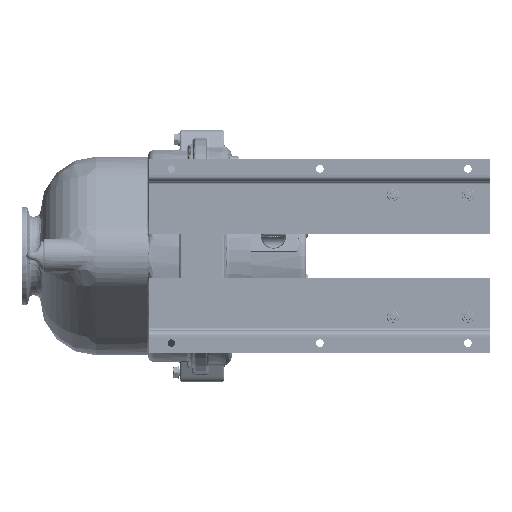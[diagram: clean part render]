
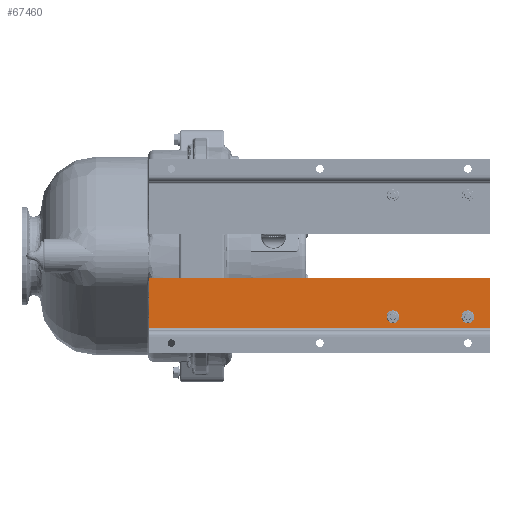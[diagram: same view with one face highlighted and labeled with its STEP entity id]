
A CAD part, front view. The second image highlights one B-rep face of the part: STEP entity #67460.
In plain terms, the highlighted face is planar.
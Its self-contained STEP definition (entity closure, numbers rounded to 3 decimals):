
#2233=PLANE($,#74239);
#3002=FACE_BOUND($,#20576,.T.);
#3003=FACE_BOUND($,#20577,.T.);
#3004=FACE_BOUND($,#20578,.T.);
#6905=LINE($,#167169,#10190);
#6908=LINE($,#167177,#10193);
#6910=LINE($,#167185,#10195);
#6911=LINE($,#167186,#10196);
#10190=VECTOR($,#90678,2.231);
#10193=VECTOR($,#90687,15.375);
#10195=VECTOR($,#90697,15.375);
#10196=VECTOR($,#90698,2.231);
#20576=EDGE_LOOP($,(#61318));
#20577=EDGE_LOOP($,(#61319));
#20578=EDGE_LOOP($,(#61320,#61321,#61322,#61323));
#24072=CIRCLE($,#74207,0.172);
#24074=CIRCLE($,#74210,0.172);
#32699=VERTEX_POINT($,#167096);
#32701=VERTEX_POINT($,#167101);
#32726=VERTEX_POINT($,#167166);
#32727=VERTEX_POINT($,#167168);
#32729=VERTEX_POINT($,#167176);
#32731=VERTEX_POINT($,#167184);
#42250=EDGE_CURVE($,#32699,#32699,#24072,.T.);
#42252=EDGE_CURVE($,#32701,#32701,#24074,.T.);
#42283=EDGE_CURVE($,#32726,#32727,#6905,.T.);
#42287=EDGE_CURVE($,#32729,#32727,#6908,.T.);
#42291=EDGE_CURVE($,#32731,#32726,#6910,.T.);
#42292=EDGE_CURVE($,#32729,#32731,#6911,.T.);
#61318=ORIENTED_EDGE($,*,*,#42250,.T.);
#61319=ORIENTED_EDGE($,*,*,#42252,.T.);
#61320=ORIENTED_EDGE($,*,*,#42287,.T.);
#61321=ORIENTED_EDGE($,*,*,#42283,.F.);
#61322=ORIENTED_EDGE($,*,*,#42291,.F.);
#61323=ORIENTED_EDGE($,*,*,#42292,.F.);
#67460=ADVANCED_FACE($,(#3002,#3003,#3004),#2233,.T.);
#74207=AXIS2_PLACEMENT_3D($,#167097,#90608,#90609);
#74210=AXIS2_PLACEMENT_3D($,#167102,#90614,#90615);
#74239=AXIS2_PLACEMENT_3D($,#167183,#90695,#90696);
#90608=DIRECTION('center_axis',(0.,0.,-1.));
#90609=DIRECTION('ref_axis',(-1.,0.,0.));
#90614=DIRECTION('center_axis',(0.,0.,-1.));
#90615=DIRECTION('ref_axis',(-1.,0.,0.));
#90678=DIRECTION($,(-1.,0.,0.));
#90687=DIRECTION($,(0.,-1.,0.));
#90695=DIRECTION('center_axis',(0.,0.,1.));
#90696=DIRECTION('ref_axis',(1.,0.,0.));
#90697=DIRECTION($,(0.,-1.,0.));
#90698=DIRECTION($,(1.,0.,0.));
#167096=CARTESIAN_POINT('',(-0.323,4.38,0.135));
#167097=CARTESIAN_POINT('Origin',(-0.495,4.38,0.135));
#167101=CARTESIAN_POINT('',(-0.323,1.,0.135));
#167102=CARTESIAN_POINT('Origin',(-0.495,1.,0.135));
#167166=CARTESIAN_POINT('',(1.25,0.,0.135));
#167168=CARTESIAN_POINT('',(-0.981,0.,0.135));
#167169=CARTESIAN_POINT($,(-1.25,0.,0.135));
#167176=CARTESIAN_POINT('',(-0.981,15.375,0.135));
#167177=CARTESIAN_POINT($,(-0.981,3.844,0.135));
#167183=CARTESIAN_POINT('Origin',(0.,7.688,0.135));
#167184=CARTESIAN_POINT('',(1.25,15.375,0.135));
#167185=CARTESIAN_POINT($,(1.25,0.,0.135));
#167186=CARTESIAN_POINT($,(1.25,15.375,0.135));
